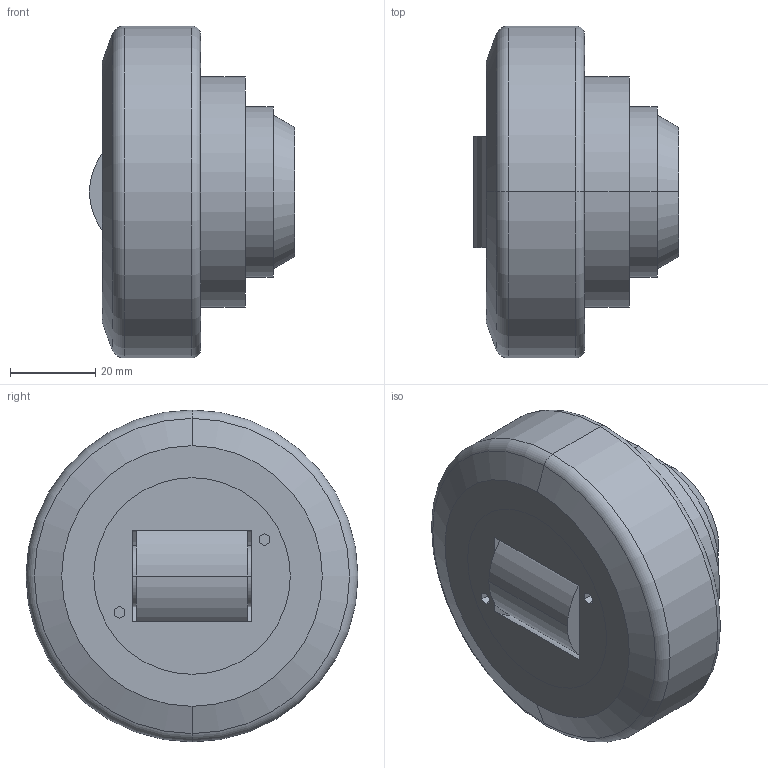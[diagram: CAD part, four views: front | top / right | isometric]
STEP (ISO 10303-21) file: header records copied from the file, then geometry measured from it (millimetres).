
FILE_DESCRIPTION (( 'STEP AP214' ), '1' );
FILE_NAME ('CRT_774C106029.step', '2021-12-16T20:41:21', ( '' ), ( '' ), 'SwSTEP 2.0', 'SolidWorks 2019', '' );
FILE_SCHEMA (( 'AUTOMOTIVE_DESIGN' ));
Length unit declared in the file: inch
Products named in the file (3): wRvT9JxNNu_CADModel_0; CRT_774C106029
Assembly tree (1 placements, depth 2):
  wRvT9JxNNu_CADModel_0
  CRT_774C106029
    wRvT9JxNNu_CADModel_0
Bounding box: 48 x 77.7 x 77.7 mm (x, y, z)
Volume: 144273.6 mm3; surface area: 34348.3 mm2
Topology: 4 solids, 4 shells, 55 faces, 117 edges, 76 vertices
Faces by surface type: plane 25, cylinder 22, cone 4, torus 4
Entity records: 2674 total; most frequent: CARTESIAN_POINT 605, DIRECTION 275, ORIENTED_EDGE 234, EDGE_CURVE 117, AXIS2_PLACEMENT_3D 106, VERTEX_POINT 76, EDGE_LOOP 67, VECTOR 63
